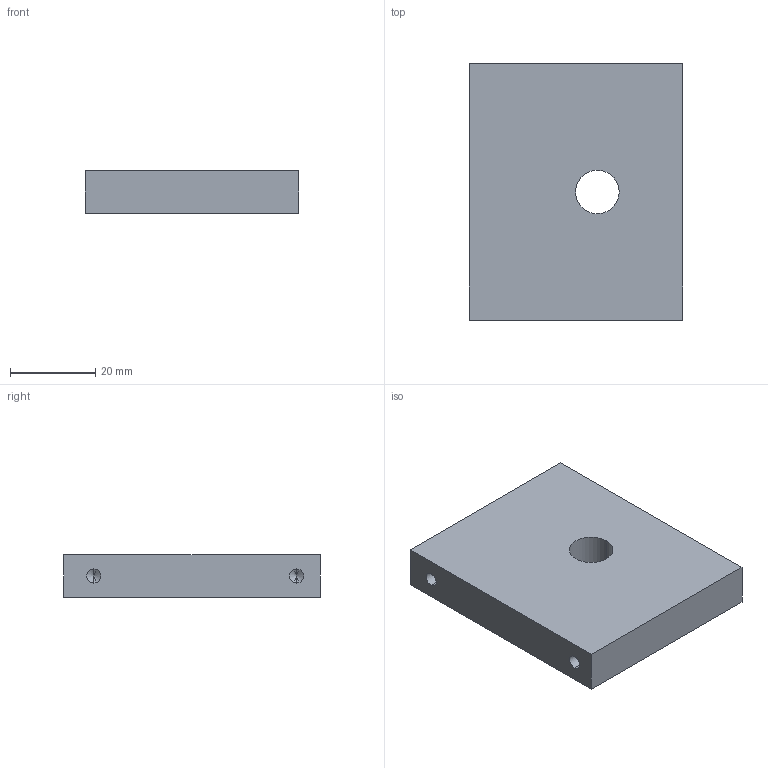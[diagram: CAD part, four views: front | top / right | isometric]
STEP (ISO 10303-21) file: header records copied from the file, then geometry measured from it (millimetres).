
FILE_DESCRIPTION (( 'STEP AP214' ), '1' );
FILE_NAME ('XW-USI-008-Aa-support-moteur-3.STEP', '2020-05-25T07:07:10', ( '' ), ( '' ), 'SwSTEP 2.0', 'SolidWorks 2016', '' );
FILE_SCHEMA (( 'AUTOMOTIVE_DESIGN' ));
Length unit declared in the file: millimetre
Products named in the file (1): XW-USI-008-Aa-support-moteur-3
Bounding box: 50 x 60 x 10 mm (x, y, z)
Volume: 28778.1 mm3; surface area: 8839.6 mm2
Topology: 1 solids, 1 shells, 24 faces, 58 edges, 32 vertices
Faces by surface type: cylinder 10, cone 8, plane 6
Entity records: 768 total; most frequent: DIRECTION 120, CARTESIAN_POINT 107, ORIENTED_EDGE 100, EDGE_CURVE 50, AXIS2_PLACEMENT_3D 45, VERTEX_POINT 32, VECTOR 30, LINE 30
